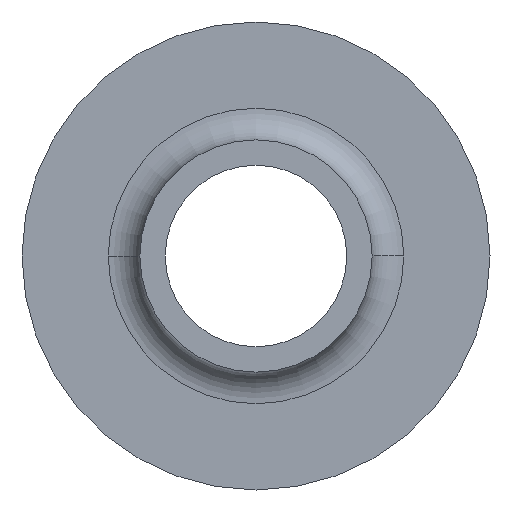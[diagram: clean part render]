
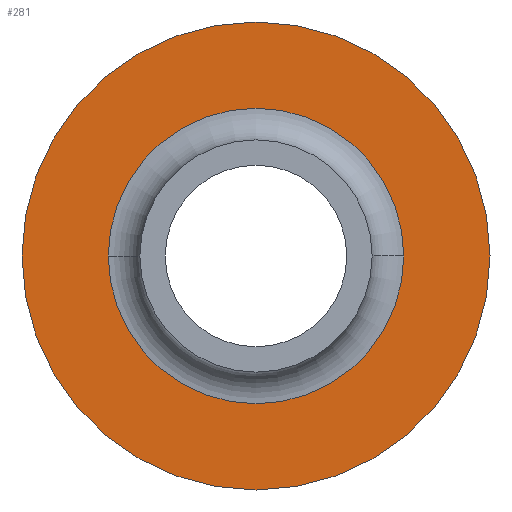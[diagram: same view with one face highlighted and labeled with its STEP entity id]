
A CAD part, front view. The second image highlights one B-rep face of the part: STEP entity #281.
In plain terms, the highlighted planar face has unit normal (0, -1, 0).
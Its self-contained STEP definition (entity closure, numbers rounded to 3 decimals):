
#3 = CARTESIAN_POINT ( 'NONE',  ( 6.82, 2.5, 0. ) ) ;
#13 = CIRCLE ( 'NONE', #137, 18.5 ) ;
#61 = DIRECTION ( 'NONE',  ( 0., 1., 0. ) ) ;
#65 = EDGE_CURVE ( 'NONE', #150, #206, #404, .T. ) ;
#78 = DIRECTION ( 'NONE',  ( 0., 1., 0. ) ) ;
#89 = DIRECTION ( 'NONE',  ( -1., 0., 0. ) ) ;
#94 = CARTESIAN_POINT ( 'NONE',  ( 0., 2.5, 0. ) ) ;
#96 = ORIENTED_EDGE ( 'NONE', *, *, #166, .F. ) ;
#105 = CARTESIAN_POINT ( 'NONE',  ( -11.68, 2.5, 0. ) ) ;
#113 = EDGE_LOOP ( 'NONE', ( #428, #128 ) ) ;
#128 = ORIENTED_EDGE ( 'NONE', *, *, #65, .T. ) ;
#129 = DIRECTION ( 'NONE',  ( -1., 0., 0. ) ) ;
#131 = DIRECTION ( 'NONE',  ( 0., 1., 0. ) ) ;
#137 = AXIS2_PLACEMENT_3D ( 'NONE', #295, #61, #222 ) ;
#145 = AXIS2_PLACEMENT_3D ( 'NONE', #105, #131, #308 ) ;
#150 = VERTEX_POINT ( 'NONE', #181 ) ;
#166 = EDGE_CURVE ( 'NONE', #176, #249, #13, .T. ) ;
#170 = CARTESIAN_POINT ( 'NONE',  ( -11.68, 2.5, 0. ) ) ;
#176 = VERTEX_POINT ( 'NONE', #3 ) ;
#181 = CARTESIAN_POINT ( 'NONE',  ( 0., 2.5, 0. ) ) ;
#188 = DIRECTION ( 'NONE',  ( 0., 1., 0. ) ) ;
#206 = VERTEX_POINT ( 'NONE', #301 ) ;
#208 = AXIS2_PLACEMENT_3D ( 'NONE', #366, #188, #129 ) ;
#215 = FACE_BOUND ( 'NONE', #113, .T. ) ;
#220 = PLANE ( 'NONE',  #299 ) ;
#221 = CIRCLE ( 'NONE', #208, 11.68 ) ;
#222 = DIRECTION ( 'NONE',  ( -1., 0., 0. ) ) ;
#225 = EDGE_CURVE ( 'NONE', #206, #150, #221, .T. ) ;
#227 = CIRCLE ( 'NONE', #337, 18.5 ) ;
#249 = VERTEX_POINT ( 'NONE', #400 ) ;
#263 = DIRECTION ( 'NONE',  ( 0., 1., 0. ) ) ;
#281 = ADVANCED_FACE ( 'NONE', ( #339, #215 ), #220, .F. ) ;
#295 = CARTESIAN_POINT ( 'NONE',  ( -11.68, 2.5, 0. ) ) ;
#299 = AXIS2_PLACEMENT_3D ( 'NONE', #94, #263, #89 ) ;
#301 = CARTESIAN_POINT ( 'NONE',  ( -23.36, 2.5, 0. ) ) ;
#307 = DIRECTION ( 'NONE',  ( -1., 0., 0. ) ) ;
#308 = DIRECTION ( 'NONE',  ( -1., 0., 0. ) ) ;
#334 = EDGE_CURVE ( 'NONE', #249, #176, #227, .T. ) ;
#337 = AXIS2_PLACEMENT_3D ( 'NONE', #170, #78, #307 ) ;
#339 = FACE_OUTER_BOUND ( 'NONE', #375, .T. ) ;
#366 = CARTESIAN_POINT ( 'NONE',  ( -11.68, 2.5, 0. ) ) ;
#375 = EDGE_LOOP ( 'NONE', ( #389, #96 ) ) ;
#389 = ORIENTED_EDGE ( 'NONE', *, *, #334, .F. ) ;
#400 = CARTESIAN_POINT ( 'NONE',  ( -30.18, 2.5, 0. ) ) ;
#404 = CIRCLE ( 'NONE', #145, 11.68 ) ;
#428 = ORIENTED_EDGE ( 'NONE', *, *, #225, .T. ) ;
